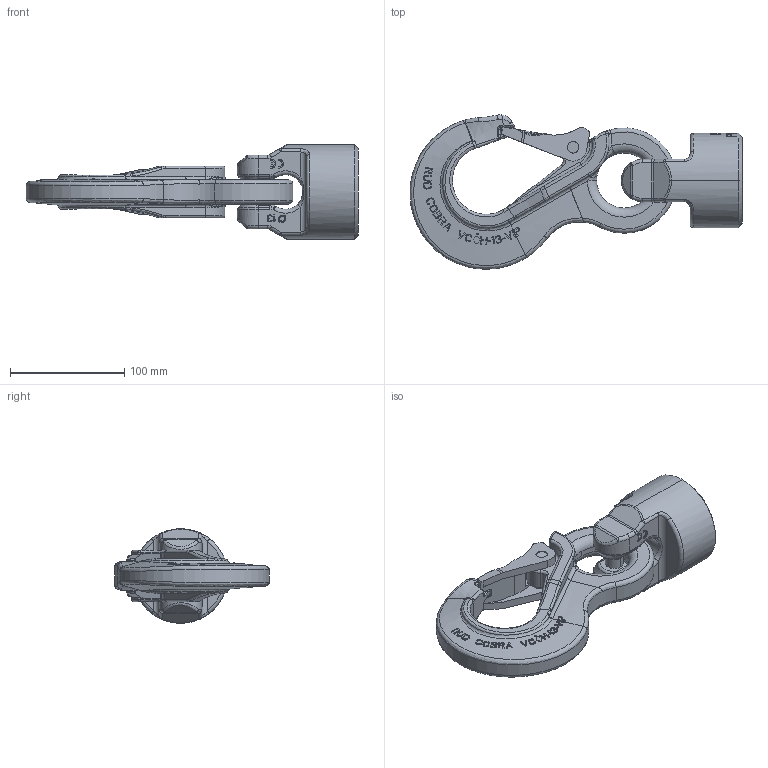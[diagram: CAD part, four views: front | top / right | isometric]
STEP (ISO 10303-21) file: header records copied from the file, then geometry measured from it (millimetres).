
FILE_DESCRIPTION((''),'2;1');
FILE_NAME('001-M31395-P-50_ASM','2019-04-29T',('anja.joas'),(''),'PRO/ENGINEER BY PARAMETRIC TECHNOLOGY CORPORATION, 2011490','PRO/ENGINEER BY PARAMETRIC TECHNOLOGY CORPORATION, 2011490','');
FILE_SCHEMA(('CONFIG_CONTROL_DESIGN'));
Length unit declared in the file: millimetre
Products named in the file (5): 001-M31395-P-20_AF0; 001-M31479-P-01; 001-M31480-001; 001-M31479-P-01_ASM; 001-M31395-P-50_ASM
Assembly tree (4 placements, depth 3):
  001-M31395-P-50_ASM
    001-M31395-P-20_AF0
    001-M31479-P-01_ASM
      001-M31479-P-01
      001-M31480-001
Bounding box: 289.99 x 135 x 82.5 mm (x, y, z)
Volume: 725089.4 mm3; surface area: 98401.8 mm2
Topology: 3 solids, 3 shells, 1321 faces, 3532 edges, 2248 vertices
Faces by surface type: plane 854, bspline 227, cylinder 144, torus 48, sphere 46, cone 2
Entity records: 58312 total; most frequent: CARTESIAN_POINT 28896, ORIENTED_EDGE 7008, DIRECTION 4729, EDGE_CURVE 3504, VERTEX_POINT 2248, AXIS2_PLACEMENT_3D 1655, B_SPLINE_CURVE_WITH_KNOTS 1535, VECTOR 1419
